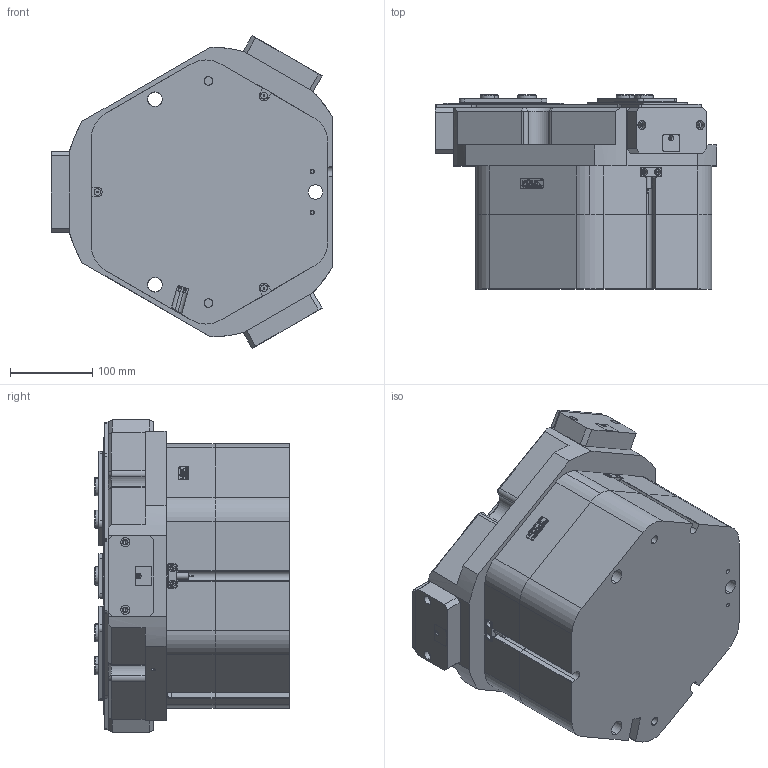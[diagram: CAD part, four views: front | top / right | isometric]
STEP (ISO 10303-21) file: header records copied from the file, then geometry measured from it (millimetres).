
FILE_DESCRIPTION (( 'STEP AP203' ), '1' );
FILE_NAME ('FZ220-352-S-P-NO.STEP', '2024-12-20T07:31:28', ( 'USER-' ), ( 'Microsoft' ), 'SwSTEP 2.0', 'SolidWorks 2018', '' );
FILE_SCHEMA (( 'CONFIG_CONTROL_DESIGN' ));
Length unit declared in the file: millimetre
Products named in the file (20): TZT220-352-M-12 耜猾极; 錨璃18^TZT220-352-S; TZT220-352-S-14 忒硌薊啣; TZT185-292-M-15 耜猾苤裔; TZT220-352-M-02 賑輸-S-1; TZT220-352-M-11 奻葡裔啣; 湮酴-S; FZ220-352-S-P-NO; 埴翐芛_GB_FASTENER_SCREWS_HSHCS M2X8-N; TZT220-352-M-01 褲极; TZT220-352-M-05-NC 晊扥极; TZT220-352-S; TR300-15-1晚假蚾輸-S-1; ﾏ擎ﾗ22｡ﾁ18｡ﾁ20; TZT220-352-S-C65; 32x12-R2; FZ220-352-S-P; 昹親棠覜羲壽; 电容传感器-S; TZT220-352-S-13 痄雄結啣
Assembly tree (45 placements, depth 5):
  錨璃18^TZT220-352-S
  FZ220-352-S-P-NO
    FZ220-352-S-P
      TZT220-352-S-C65
        TZT220-352-S
          TZT220-352-M-02 賑輸-S-1  x3
          TR300-15-1晚假蚾輸-S-1  x3
          TZT220-352-M-01 褲极
          电容传感器-S  x3
          湮酴-S  x3
          埴翐芛_GB_FASTENER_SCREWS_HSHCS M2X8-N  x6
          32x12-R2
          昹親棠覜羲壽  x2
      TZT220-352-M-11 奻葡裔啣
      TZT220-352-S-13 痄雄結啣  x3
      TZT220-352-S-14 忒硌薊啣  x3
      TZT220-352-M-12 耜猾极  x3
      TZT185-292-M-15 耜猾苤裔  x3
      ﾏ擎ﾗ22｡ﾁ18｡ﾁ20  x6
    TZT220-352-M-05-NC 晊扥极
Bounding box: 342 x 236 x 379.82 mm (x, y, z)
Volume: 16228828.7 mm3; surface area: 1111116 mm2
Topology: 51 solids, 53 shells, 2399 faces, 6108 edges, 3856 vertices
Faces by surface type: plane 1163, cylinder 717, cone 350, bspline 157, torus 12
Entity records: 56679 total; most frequent: CARTESIAN_POINT 15207, ORIENTED_EDGE 8136, DIRECTION 7786, EDGE_CURVE 4068, VERTEX_POINT 2613, LINE 2612, VECTOR 2612, AXIS2_PLACEMENT_3D 2587
